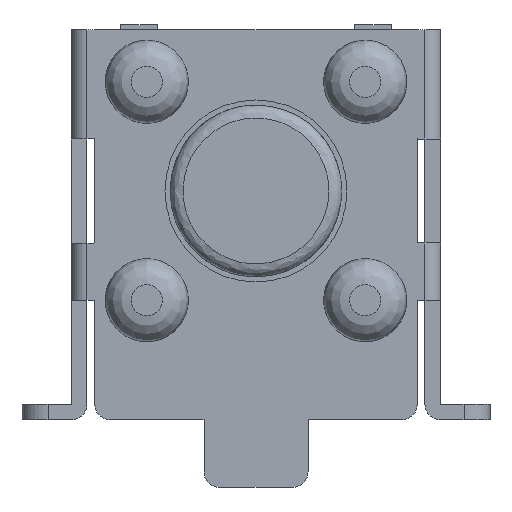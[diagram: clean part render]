
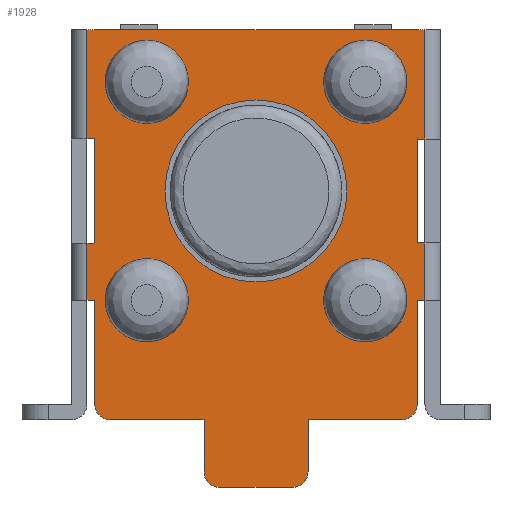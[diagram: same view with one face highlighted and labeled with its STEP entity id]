
A CAD part, front view. The second image highlights one B-rep face of the part: STEP entity #1928.
In plain terms, the highlighted planar face has unit normal (0, -1, 0).
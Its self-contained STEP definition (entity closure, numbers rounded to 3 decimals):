
#54=FACE_BOUND('',#256,.T.);
#55=FACE_BOUND('',#257,.T.);
#56=FACE_BOUND('',#258,.T.);
#57=FACE_BOUND('',#259,.T.);
#58=FACE_BOUND('',#260,.T.);
#146=FACE_OUTER_BOUND('',#255,.T.);
#255=EDGE_LOOP('',(#1548,#1549,#1550,#1551,#1552,#1553,#1554,#1555,#1556,
#1557,#1558,#1559,#1560,#1561,#1562,#1563,#1564,#1565,#1566,#1567,#1568,
#1569,#1570,#1571));
#256=EDGE_LOOP('',(#1572));
#257=EDGE_LOOP('',(#1573));
#258=EDGE_LOOP('',(#1574));
#259=EDGE_LOOP('',(#1575));
#260=EDGE_LOOP('',(#1576));
#353=LINE('',#2855,#559);
#359=LINE('',#2870,#565);
#362=LINE('',#2879,#568);
#383=LINE('',#2936,#589);
#387=LINE('',#2944,#593);
#396=LINE('',#2969,#602);
#397=LINE('',#2972,#603);
#401=LINE('',#2984,#607);
#406=LINE('',#2993,#612);
#412=LINE('',#3009,#618);
#429=LINE('',#3054,#635);
#430=LINE('',#3056,#636);
#431=LINE('',#3058,#637);
#432=LINE('',#3060,#638);
#433=LINE('',#3063,#639);
#435=LINE('',#3067,#641);
#437=LINE('',#3070,#643);
#438=LINE('',#3073,#644);
#440=LINE('',#3076,#646);
#441=LINE('',#3078,#647);
#559=VECTOR('',#2278,10.);
#565=VECTOR('',#2294,10.);
#568=VECTOR('',#2303,10.);
#589=VECTOR('',#2356,10.);
#593=VECTOR('',#2364,10.);
#602=VECTOR('',#2385,10.);
#603=VECTOR('',#2388,10.);
#607=VECTOR('',#2398,10.);
#612=VECTOR('',#2407,10.);
#618=VECTOR('',#2421,10.);
#635=VECTOR('',#2482,10.);
#636=VECTOR('',#2485,10.);
#637=VECTOR('',#2488,10.);
#638=VECTOR('',#2491,10.);
#639=VECTOR('',#2494,10.);
#641=VECTOR('',#2498,10.);
#643=VECTOR('',#2502,10.);
#644=VECTOR('',#2505,10.);
#646=VECTOR('',#2509,10.);
#647=VECTOR('',#2512,10.);
#731=CIRCLE('',#2029,0.3);
#741=CIRCLE('',#2042,0.3);
#742=CIRCLE('',#2044,0.3);
#743=CIRCLE('',#2047,0.3);
#764=CIRCLE('',#2095,0.8);
#765=CIRCLE('',#2097,0.8);
#766=CIRCLE('',#2099,0.8);
#767=CIRCLE('',#2101,1.75);
#768=CIRCLE('',#2103,0.8);
#810=VERTEX_POINT('',#2789);
#811=VERTEX_POINT('',#2790);
#841=VERTEX_POINT('',#2854);
#842=VERTEX_POINT('',#2858);
#843=VERTEX_POINT('',#2862);
#844=VERTEX_POINT('',#2863);
#845=VERTEX_POINT('',#2868);
#846=VERTEX_POINT('',#2872);
#847=VERTEX_POINT('',#2873);
#848=VERTEX_POINT('',#2878);
#867=VERTEX_POINT('',#2933);
#868=VERTEX_POINT('',#2935);
#870=VERTEX_POINT('',#2942);
#879=VERTEX_POINT('',#2965);
#880=VERTEX_POINT('',#2967);
#881=VERTEX_POINT('',#2971);
#885=VERTEX_POINT('',#2981);
#886=VERTEX_POINT('',#2983);
#888=VERTEX_POINT('',#2991);
#894=VERTEX_POINT('',#3008);
#895=VERTEX_POINT('',#3032);
#896=VERTEX_POINT('',#3036);
#897=VERTEX_POINT('',#3040);
#898=VERTEX_POINT('',#3044);
#899=VERTEX_POINT('',#3048);
#900=VERTEX_POINT('',#3052);
#901=VERTEX_POINT('',#3062);
#902=VERTEX_POINT('',#3066);
#903=VERTEX_POINT('',#3072);
#995=EDGE_CURVE('',#810,#811,#731,.T.);
#1027=EDGE_CURVE('',#841,#811,#353,.T.);
#1029=EDGE_CURVE('',#841,#842,#741,.T.);
#1031=EDGE_CURVE('',#843,#844,#742,.T.);
#1035=EDGE_CURVE('',#843,#845,#359,.T.);
#1036=EDGE_CURVE('',#846,#847,#743,.T.);
#1039=EDGE_CURVE('',#848,#847,#362,.T.);
#1069=EDGE_CURVE('',#867,#868,#383,.T.);
#1074=EDGE_CURVE('',#867,#870,#387,.T.);
#1087=EDGE_CURVE('',#880,#879,#396,.T.);
#1088=EDGE_CURVE('',#881,#879,#397,.T.);
#1094=EDGE_CURVE('',#885,#886,#401,.T.);
#1100=EDGE_CURVE('',#885,#888,#406,.T.);
#1108=EDGE_CURVE('',#881,#894,#412,.T.);
#1120=EDGE_CURVE('',#895,#895,#764,.T.);
#1122=EDGE_CURVE('',#896,#896,#765,.T.);
#1124=EDGE_CURVE('',#897,#897,#766,.T.);
#1126=EDGE_CURVE('',#898,#898,#767,.T.);
#1128=EDGE_CURVE('',#899,#899,#768,.T.);
#1131=EDGE_CURVE('',#846,#900,#429,.T.);
#1132=EDGE_CURVE('',#810,#848,#430,.T.);
#1133=EDGE_CURVE('',#845,#842,#431,.T.);
#1134=EDGE_CURVE('',#870,#844,#432,.T.);
#1135=EDGE_CURVE('',#901,#868,#433,.T.);
#1137=EDGE_CURVE('',#902,#901,#435,.T.);
#1139=EDGE_CURVE('',#880,#902,#437,.T.);
#1140=EDGE_CURVE('',#903,#894,#438,.T.);
#1142=EDGE_CURVE('',#888,#903,#440,.T.);
#1143=EDGE_CURVE('',#900,#886,#441,.T.);
#1548=ORIENTED_EDGE('',*,*,#995,.F.);
#1549=ORIENTED_EDGE('',*,*,#1132,.T.);
#1550=ORIENTED_EDGE('',*,*,#1039,.T.);
#1551=ORIENTED_EDGE('',*,*,#1036,.F.);
#1552=ORIENTED_EDGE('',*,*,#1131,.T.);
#1553=ORIENTED_EDGE('',*,*,#1143,.T.);
#1554=ORIENTED_EDGE('',*,*,#1094,.F.);
#1555=ORIENTED_EDGE('',*,*,#1100,.T.);
#1556=ORIENTED_EDGE('',*,*,#1142,.T.);
#1557=ORIENTED_EDGE('',*,*,#1140,.T.);
#1558=ORIENTED_EDGE('',*,*,#1108,.F.);
#1559=ORIENTED_EDGE('',*,*,#1088,.T.);
#1560=ORIENTED_EDGE('',*,*,#1087,.F.);
#1561=ORIENTED_EDGE('',*,*,#1139,.T.);
#1562=ORIENTED_EDGE('',*,*,#1137,.T.);
#1563=ORIENTED_EDGE('',*,*,#1135,.T.);
#1564=ORIENTED_EDGE('',*,*,#1069,.F.);
#1565=ORIENTED_EDGE('',*,*,#1074,.T.);
#1566=ORIENTED_EDGE('',*,*,#1134,.T.);
#1567=ORIENTED_EDGE('',*,*,#1031,.F.);
#1568=ORIENTED_EDGE('',*,*,#1035,.T.);
#1569=ORIENTED_EDGE('',*,*,#1133,.T.);
#1570=ORIENTED_EDGE('',*,*,#1029,.F.);
#1571=ORIENTED_EDGE('',*,*,#1027,.T.);
#1572=ORIENTED_EDGE('',*,*,#1128,.T.);
#1573=ORIENTED_EDGE('',*,*,#1126,.T.);
#1574=ORIENTED_EDGE('',*,*,#1124,.T.);
#1575=ORIENTED_EDGE('',*,*,#1122,.T.);
#1576=ORIENTED_EDGE('',*,*,#1120,.T.);
#1836=PLANE('',#2114);
#1928=ADVANCED_FACE('',(#146,#54,#55,#56,#57,#58),#1836,.T.);
#2029=AXIS2_PLACEMENT_3D('',#2791,#2232,#2233);
#2042=AXIS2_PLACEMENT_3D('',#2859,#2282,#2283);
#2044=AXIS2_PLACEMENT_3D('',#2864,#2287,#2288);
#2047=AXIS2_PLACEMENT_3D('',#2874,#2297,#2298);
#2095=AXIS2_PLACEMENT_3D('',#3033,#2456,#2457);
#2097=AXIS2_PLACEMENT_3D('',#3037,#2461,#2462);
#2099=AXIS2_PLACEMENT_3D('',#3041,#2466,#2467);
#2101=AXIS2_PLACEMENT_3D('',#3045,#2471,#2472);
#2103=AXIS2_PLACEMENT_3D('',#3049,#2476,#2477);
#2114=AXIS2_PLACEMENT_3D('',#3079,#2513,#2514);
#2232=DIRECTION('center_axis',(0.,1.,0.));
#2233=DIRECTION('ref_axis',(0.707,0.,-0.707));
#2278=DIRECTION('',(1.,0.,0.));
#2282=DIRECTION('center_axis',(0.,1.,0.));
#2283=DIRECTION('ref_axis',(-0.707,0.,-0.707));
#2287=DIRECTION('center_axis',(0.,1.,0.));
#2288=DIRECTION('ref_axis',(-0.707,0.,-0.707));
#2294=DIRECTION('',(1.,0.,0.));
#2297=DIRECTION('center_axis',(0.,1.,0.));
#2298=DIRECTION('ref_axis',(0.707,0.,-0.707));
#2303=DIRECTION('',(1.,0.,0.));
#2356=DIRECTION('',(0.,0.,1.));
#2364=DIRECTION('',(1.,0.,0.));
#2385=DIRECTION('',(0.,0.,1.));
#2388=DIRECTION('',(-1.,0.,0.));
#2398=DIRECTION('',(0.,0.,-1.));
#2407=DIRECTION('',(-1.,0.,0.));
#2421=DIRECTION('',(0.,0.,-1.));
#2456=DIRECTION('center_axis',(0.,1.,0.));
#2457=DIRECTION('ref_axis',(1.,0.,0.));
#2461=DIRECTION('center_axis',(0.,1.,0.));
#2462=DIRECTION('ref_axis',(1.,0.,0.));
#2466=DIRECTION('center_axis',(0.,1.,0.));
#2467=DIRECTION('ref_axis',(1.,0.,0.));
#2471=DIRECTION('center_axis',(0.,1.,0.));
#2472=DIRECTION('ref_axis',(1.,0.,0.));
#2476=DIRECTION('center_axis',(0.,1.,0.));
#2477=DIRECTION('ref_axis',(1.,0.,0.));
#2482=DIRECTION('',(0.,0.,1.));
#2485=DIRECTION('',(0.,0.,1.));
#2488=DIRECTION('',(0.,0.,-1.));
#2491=DIRECTION('',(0.,0.,-1.));
#2494=DIRECTION('',(-1.,0.,0.));
#2498=DIRECTION('',(0.,0.,-1.));
#2502=DIRECTION('',(1.,0.,0.));
#2505=DIRECTION('',(1.,0.,0.));
#2509=DIRECTION('',(0.,0.,1.));
#2512=DIRECTION('',(1.,0.,0.));
#2513=DIRECTION('center_axis',(0.,-1.,0.));
#2514=DIRECTION('ref_axis',(1.,0.,0.));
#2789=CARTESIAN_POINT('',(1.,-0.8,-1.));
#2790=CARTESIAN_POINT('',(0.7,-0.8,-1.3));
#2791=CARTESIAN_POINT('Origin',(0.7,-0.8,-1.));
#2854=CARTESIAN_POINT('',(-0.7,-0.8,-1.3));
#2855=CARTESIAN_POINT('',(1.,-0.8,-1.3));
#2858=CARTESIAN_POINT('',(-1.,-0.8,-1.));
#2859=CARTESIAN_POINT('Origin',(-0.7,-0.8,-1.));
#2862=CARTESIAN_POINT('',(-2.8,-0.8,0.));
#2863=CARTESIAN_POINT('',(-3.1,-0.8,0.3));
#2864=CARTESIAN_POINT('Origin',(-2.8,-0.8,0.3));
#2868=CARTESIAN_POINT('',(-1.,-0.8,0.));
#2870=CARTESIAN_POINT('',(3.55,-0.8,0.));
#2872=CARTESIAN_POINT('',(3.1,-0.8,0.3));
#2873=CARTESIAN_POINT('',(2.8,-0.8,0.));
#2874=CARTESIAN_POINT('Origin',(2.8,-0.8,0.3));
#2878=CARTESIAN_POINT('',(1.,-0.8,0.));
#2879=CARTESIAN_POINT('',(3.55,-0.8,0.));
#2933=CARTESIAN_POINT('',(-3.25,-0.8,2.3));
#2935=CARTESIAN_POINT('',(-3.25,-0.8,3.4));
#2936=CARTESIAN_POINT('',(-3.25,-0.8,1.55));
#2942=CARTESIAN_POINT('',(-3.1,-0.8,2.3));
#2944=CARTESIAN_POINT('',(-3.1,-0.8,2.3));
#2965=CARTESIAN_POINT('',(-3.25,-0.8,7.5));
#2967=CARTESIAN_POINT('',(-3.25,-0.8,5.4));
#2969=CARTESIAN_POINT('',(-3.25,-0.8,1.55));
#2971=CARTESIAN_POINT('',(3.25,-0.8,7.5));
#2972=CARTESIAN_POINT('',(-3.55,-0.8,7.5));
#2981=CARTESIAN_POINT('',(3.25,-0.8,3.4));
#2983=CARTESIAN_POINT('',(3.25,-0.8,2.3));
#2984=CARTESIAN_POINT('',(3.25,-0.8,1.55));
#2991=CARTESIAN_POINT('',(3.1,-0.8,3.4));
#2993=CARTESIAN_POINT('',(3.1,-0.8,3.4));
#3008=CARTESIAN_POINT('',(3.25,-0.8,5.4));
#3009=CARTESIAN_POINT('',(3.25,-0.8,1.55));
#3032=CARTESIAN_POINT('',(1.3,-0.8,6.5));
#3033=CARTESIAN_POINT('Origin',(2.1,-0.8,6.5));
#3036=CARTESIAN_POINT('',(1.3,-0.8,2.3));
#3037=CARTESIAN_POINT('Origin',(2.1,-0.8,2.3));
#3040=CARTESIAN_POINT('',(-2.9,-0.8,2.3));
#3041=CARTESIAN_POINT('Origin',(-2.1,-0.8,2.3));
#3044=CARTESIAN_POINT('',(-1.75,-0.8,4.4));
#3045=CARTESIAN_POINT('Origin',(0.,-0.8,4.4));
#3048=CARTESIAN_POINT('',(-2.9,-0.8,6.5));
#3049=CARTESIAN_POINT('Origin',(-2.1,-0.8,6.5));
#3052=CARTESIAN_POINT('',(3.1,-0.8,2.3));
#3054=CARTESIAN_POINT('',(3.1,-0.8,2.3));
#3056=CARTESIAN_POINT('',(1.,-0.8,0.));
#3058=CARTESIAN_POINT('',(-1.,-0.8,-1.3));
#3060=CARTESIAN_POINT('',(-3.1,-0.8,2.3));
#3062=CARTESIAN_POINT('',(-3.1,-0.8,3.4));
#3063=CARTESIAN_POINT('',(-3.55,-0.8,3.4));
#3066=CARTESIAN_POINT('',(-3.1,-0.8,5.4));
#3067=CARTESIAN_POINT('',(-3.1,-0.8,3.4));
#3070=CARTESIAN_POINT('',(-3.1,-0.8,5.4));
#3072=CARTESIAN_POINT('',(3.1,-0.8,5.4));
#3073=CARTESIAN_POINT('',(3.55,-0.8,5.4));
#3076=CARTESIAN_POINT('',(3.1,-0.8,5.4));
#3078=CARTESIAN_POINT('',(3.1,-0.8,2.3));
#3079=CARTESIAN_POINT('Origin',(0.,-0.8,3.1));
